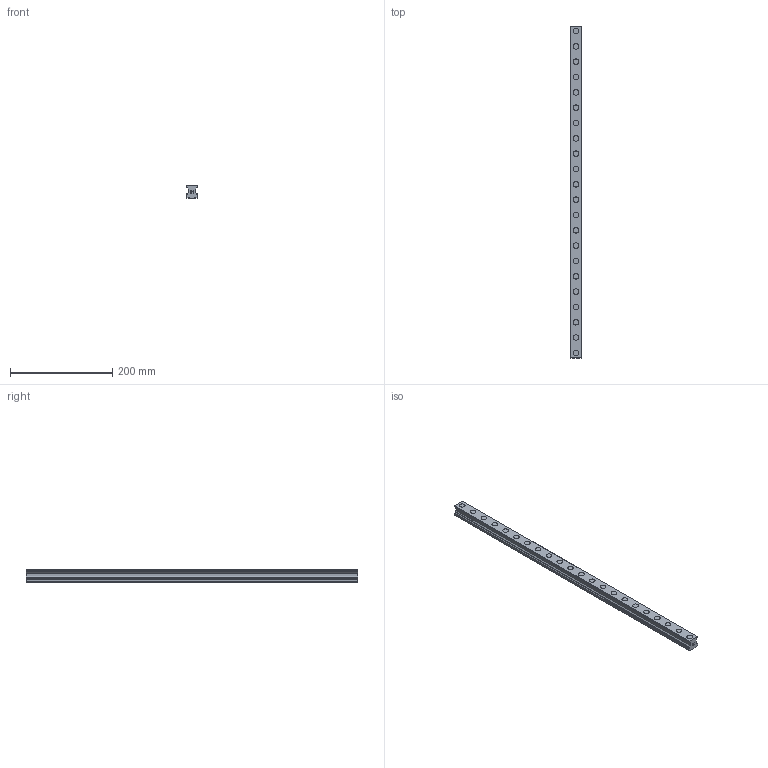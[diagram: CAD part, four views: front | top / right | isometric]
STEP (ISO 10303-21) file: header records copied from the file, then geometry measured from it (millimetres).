
FILE_DESCRIPTION(('STEP AP214'),'1');
FILE_NAME('cctmp_97E60976-BB0C-45EA-A15E-39E5288DDD12_2021_03_10_11_30_57_0007..stp','2021-03-10T10:30:57',('HIWIN GmbH'),('CADClick - www.CADClick.com'),'Spatial InterOp 3D',' ','unknown authorization');
FILE_SCHEMA(('AUTOMOTIVE_DESIGN'));
Length unit declared in the file: millimetre
Products named in the file (1): RGR25R650H_FILE
Bounding box: 23 x 650 x 23.6 mm (x, y, z)
Volume: 260217.8 mm3; surface area: 81595.8 mm2
Topology: 1 solids, 1 shells, 315 faces, 729 edges, 486 vertices
Faces by surface type: plane 165, cylinder 150
Entity records: 11587 total; most frequent: DIRECTION 1661, CARTESIAN_POINT 1531, ORIENTED_EDGE 1458, EDGE_CURVE 729, AXIS2_PLACEMENT_3D 616, VERTEX_POINT 486, LINE 429, VECTOR 429
